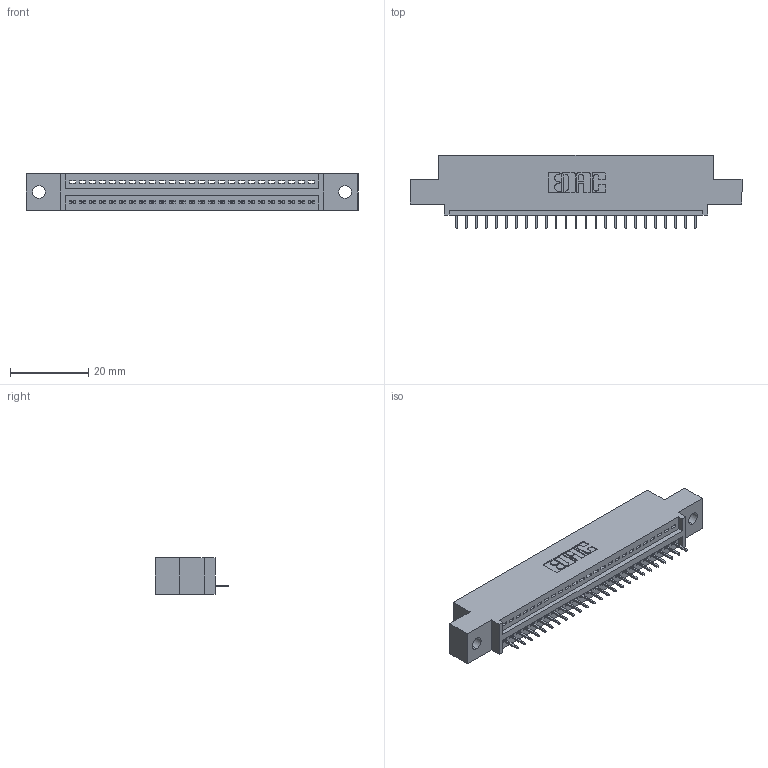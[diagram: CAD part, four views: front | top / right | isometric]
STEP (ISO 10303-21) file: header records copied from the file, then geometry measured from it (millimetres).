
FILE_DESCRIPTION (( 'STEP AP203' ), '1' );
FILE_NAME ('895-025-525-402.STEP', '2020-09-25T14:05:30', ( '' ), ( '' ), 'SwSTEP 2.0', 'SolidWorks 2020', '' );
FILE_SCHEMA (( 'CONFIG_CONTROL_DESIGN' ));
Length unit declared in the file: inch
Products named in the file (3): 845 Part_0.110 Offset - 0.128 Dia; 895-025-525-402; 345-292-001_345-293-125
Assembly tree (26 placements, depth 2):
  895-025-525-402
    845 Part_0.110 Offset - 0.128 Dia
    345-292-001_345-293-125  x25
Bounding box: 84.71 x 18.72 x 9.4 mm (x, y, z)
Volume: 7694.4 mm3; surface area: 9464.1 mm2
Topology: 26 solids, 26 shells, 1680 faces, 4853 edges, 3134 vertices
Faces by surface type: plane 1234, cylinder 446
Entity records: 21313 total; most frequent: CARTESIAN_POINT 3699, ORIENTED_EDGE 3658, DIRECTION 3255, EDGE_CURVE 1829, LINE 1601, VECTOR 1601, VERTEX_POINT 1214, AXIS2_PLACEMENT_3D 827
